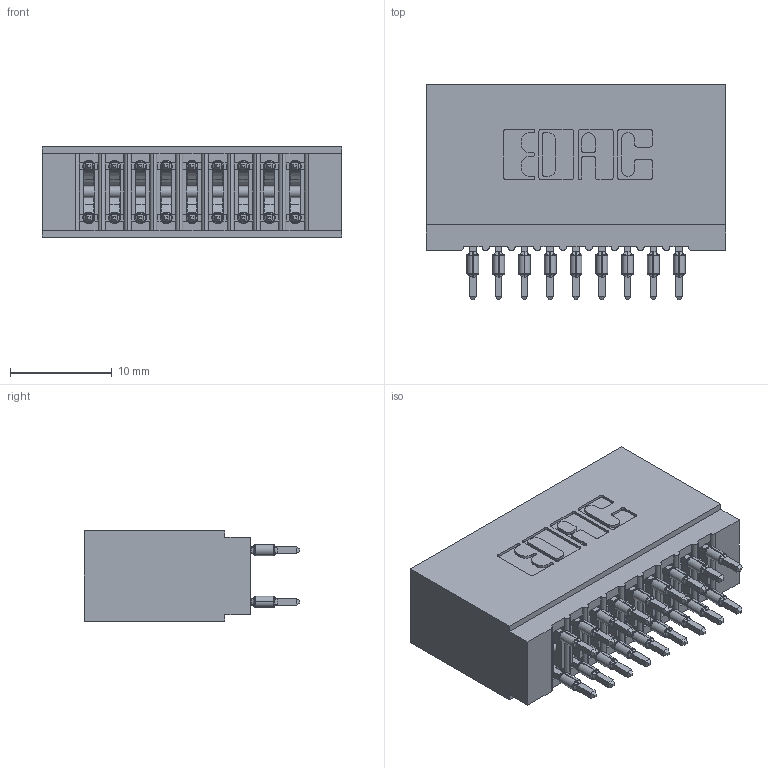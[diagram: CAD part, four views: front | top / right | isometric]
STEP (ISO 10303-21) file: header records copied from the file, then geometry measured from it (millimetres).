
FILE_DESCRIPTION (( 'STEP AP203' ), '1' );
FILE_NAME ('745-018-520-201.STEP', '2026-02-26T16:07:58', ( '' ), ( '' ), 'SwSTEP 2.0', 'SolidWorks 2023', '' );
FILE_SCHEMA (( 'CONFIG_CONTROL_DESIGN' ));
Length unit declared in the file: millimetre
Products named in the file (3): 745-292-001_520; 745-018-520-201; 745 Part_Insulator Option - 01
Assembly tree (19 placements, depth 2):
  745-018-520-201
    745 Part_Insulator Option - 01
    745-292-001_520  x18
Bounding box: 29.46 x 21.22 x 8.89 mm (x, y, z)
Volume: 2838.3 mm3; surface area: 4922.3 mm2
Topology: 19 solids, 19 shells, 1706 faces, 4587 edges, 2890 vertices
Faces by surface type: plane 883, bspline 360, cylinder 355, torus 108
Entity records: 19657 total; most frequent: CARTESIAN_POINT 3923, ORIENTED_EDGE 3292, DIRECTION 2904, EDGE_CURVE 1646, VECTOR 1410, LINE 1410, VERTEX_POINT 1054, AXIS2_PLACEMENT_3D 747
